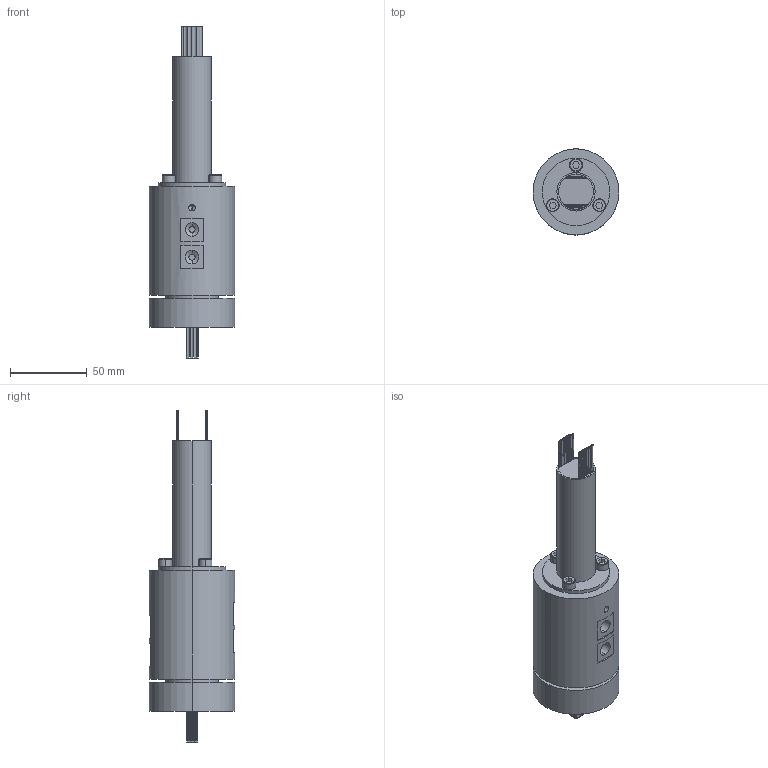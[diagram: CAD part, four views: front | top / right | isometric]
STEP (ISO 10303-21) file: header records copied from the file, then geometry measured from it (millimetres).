
FILE_DESCRIPTION (( 'STEP AP203' ), '1' );
FILE_NAME ('RKD41S-S56.STEP', '2020-11-23T08:04:15', ( '微软用户' ), ( '微软中国' ), 'SwSTEP 2.0', 'SolidWorks 2014', '' );
FILE_SCHEMA (( 'CONFIG_CONTROL_DESIGN' ));
Length unit declared in the file: millimetre
Products named in the file (1): RKD41S-S56
Bounding box: 56 x 56 x 216.3 mm (x, y, z)
Volume: 262029.6 mm3; surface area: 40980.7 mm2
Topology: 1 solids, 1 shells, 497 faces, 1026 edges, 662 vertices
Faces by surface type: cylinder 293, plane 170, cone 34
Entity records: 13661 total; most frequent: DIRECTION 2578, CARTESIAN_POINT 2522, ORIENTED_EDGE 2028, AXIS2_PLACEMENT_3D 1086, EDGE_CURVE 1014, VERTEX_POINT 662, EDGE_LOOP 640, CIRCLE 588
